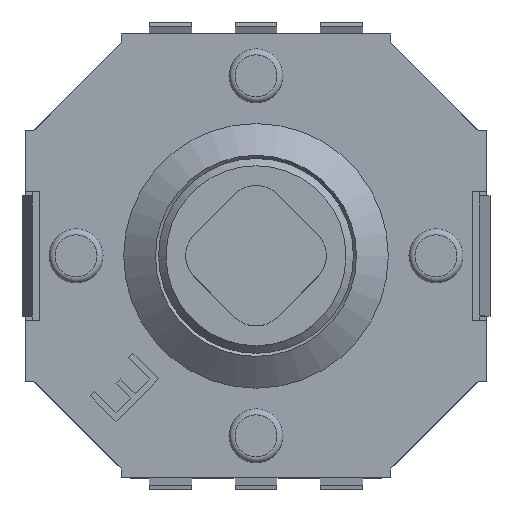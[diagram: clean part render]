
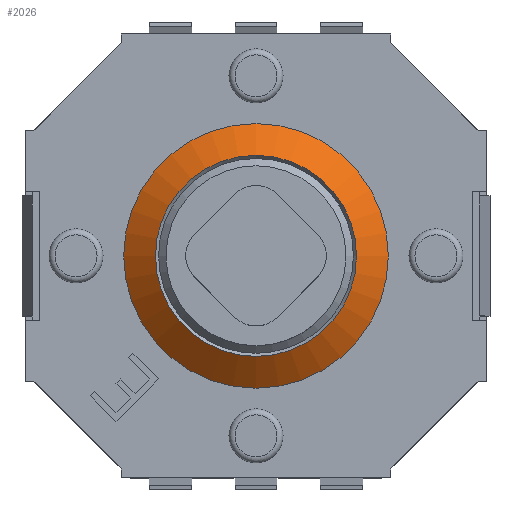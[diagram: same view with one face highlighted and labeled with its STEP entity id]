
A CAD part, top view. The second image highlights one B-rep face of the part: STEP entity #2026.
In plain terms, the highlighted conical face has half-angle 50.946 degrees and reference radius 25.4 mm.
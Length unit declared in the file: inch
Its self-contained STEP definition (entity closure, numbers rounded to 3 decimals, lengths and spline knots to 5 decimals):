
#1687=CARTESIAN_POINT('',(-0.08683,0.,0.0626));
#1688=VERTEX_POINT('',#1687);
#1689=CARTESIAN_POINT('',(0.,0.,0.0626));
#1690=DIRECTION('',(0.0,0.0,-1.0));
#1691=DIRECTION('',(1.0,0.0,0.0));
#1692=AXIS2_PLACEMENT_3D('',#1689,#1690,#1691);
#1693=CIRCLE('',#1692,0.08683);
#1694=EDGE_CURVE('',#1688,#1688,#1693,.T.);
#2007=CARTESIAN_POINT('',(0.,0.,-0.67831));
#2008=DIRECTION('',(0.0,0.0,-1.0));
#2009=DIRECTION('',(1.0,0.0,0.0));
#2010=AXIS2_PLACEMENT_3D('',#2007,#2008,#2009);
#2011=CONICAL_SURFACE('',#2010,1.0,50.946);
#2012=ORIENTED_EDGE('',*,*,#1694,.F.);
#2013=EDGE_LOOP('',(#2012));
#2014=FACE_OUTER_BOUND('',#2013,.T.);
#2015=CARTESIAN_POINT('',(0.06597,0.,0.07953));
#2016=VERTEX_POINT('',#2015);
#2017=CARTESIAN_POINT('',(0.,0.,0.07953));
#2018=DIRECTION('',(0.0,0.0,1.0));
#2019=DIRECTION('',(1.0,0.0,0.0));
#2020=AXIS2_PLACEMENT_3D('',#2017,#2018,#2019);
#2021=CIRCLE('',#2020,0.06597);
#2022=EDGE_CURVE('',#2016,#2016,#2021,.T.);
#2023=ORIENTED_EDGE('',*,*,#2022,.F.);
#2024=EDGE_LOOP('',(#2023));
#2025=FACE_BOUND('',#2024,.T.);
#2026=ADVANCED_FACE('',(#2014,#2025),#2011,.T.);
